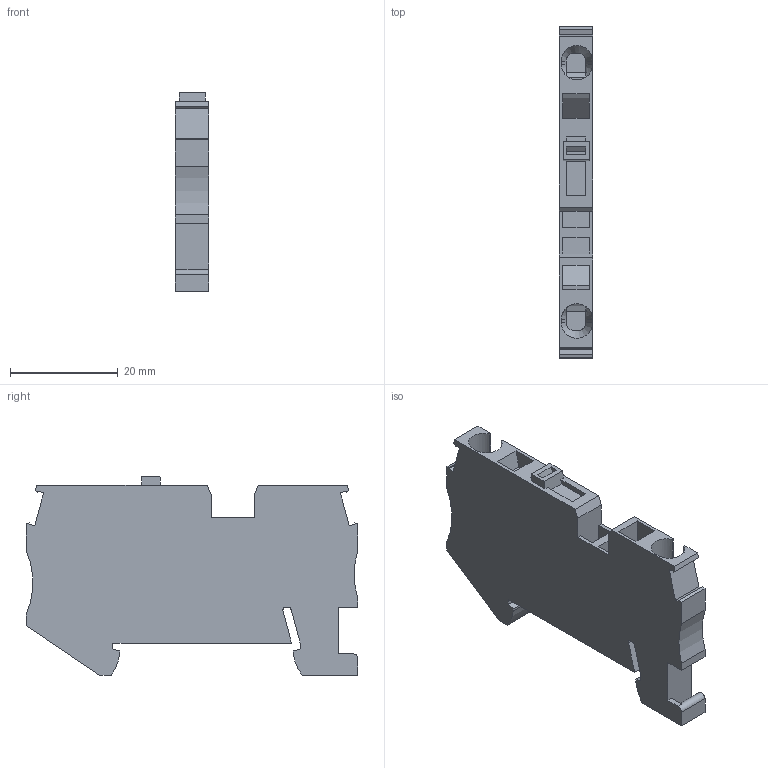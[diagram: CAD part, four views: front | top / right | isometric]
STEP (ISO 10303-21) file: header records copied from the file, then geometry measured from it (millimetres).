
FILE_DESCRIPTION(('Creo Elements/Direct Modeling STEP Export'),'2;1');
FILE_NAME('model.stp','2020-08-27T11:53:46',(''),(''),'Creo Elements/Direct Modeling STEP processor for AP214 (Solid Model)','Creo Elements/Direct Modeling 20.1A 29-Sep-2018 (C) Parametric Technology GmbH','');
FILE_SCHEMA(('AUTOMOTIVE_DESIGN { 1 0 10303 214 1 1 1 1 }'));
Length unit declared in the file: millimetre
Products named in the file (2): ST-4-MT-SELECT
Assembly tree (1 placements, depth 2):
  ST-4-MT-SELECT
    ST-4-MT-SELECT
Bounding box: 6.15 x 61.5 x 36.85 mm (x, y, z)
Volume: 9617.5 mm3; surface area: 6101.7 mm2
Topology: 1 solids, 1 shells, 146 faces, 404 edges, 264 vertices
Faces by surface type: plane 117, cylinder 23, cone 6
Entity records: 7132 total; most frequent: CARTESIAN_POINT 1868, ORIENTED_EDGE 808, DIRECTION 767, EDGE_CURVE 404, VECTOR 329, LINE 329, VERTEX_POINT 264, AXIS2_PLACEMENT_3D 219
